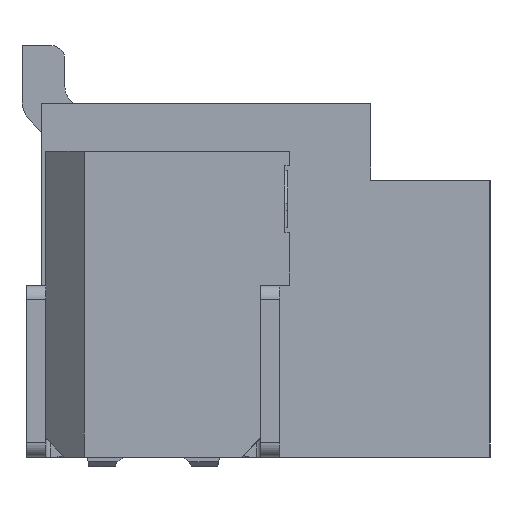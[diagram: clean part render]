
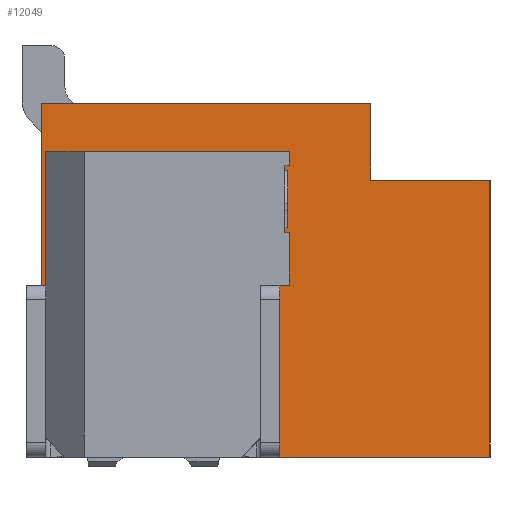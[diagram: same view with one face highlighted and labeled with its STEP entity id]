
A CAD part, left-side view. The second image highlights one B-rep face of the part: STEP entity #12049.
In plain terms, the highlighted planar face has unit normal (-1, 0, 0).
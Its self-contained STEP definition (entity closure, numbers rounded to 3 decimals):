
#5=DIRECTION('',(0.,1.,0.));
#6=VECTOR('',#5,3.45);
#7=CARTESIAN_POINT('',(-3.475,-1.45,3.7));
#8=LINE('',#7,#6);
#122=DIRECTION('',(0.,0.,1.));
#123=VECTOR('',#122,0.8);
#124=CARTESIAN_POINT('',(-3.475,-1.45,2.9));
#125=LINE('',#124,#123);
#158=DIRECTION('',(0.,0.,1.));
#159=VECTOR('',#158,2.9);
#160=CARTESIAN_POINT('',(-3.475,-2.7,0.));
#161=LINE('',#160,#159);
#290=DIRECTION('',(0.,-1.,0.));
#291=VECTOR('',#290,0.05);
#292=CARTESIAN_POINT('',(-3.475,2.,0.));
#293=LINE('',#292,#291);
#294=DIRECTION('',(0.,-1.,0.));
#295=VECTOR('',#294,2.4);
#296=CARTESIAN_POINT('',(-3.475,-0.3,0.));
#297=LINE('',#296,#295);
#4032=DIRECTION('',(0.,0.,-1.));
#4033=VECTOR('',#4032,3.7);
#4034=CARTESIAN_POINT('',(-3.475,2.,3.7));
#4035=LINE('',#4034,#4033);
#4040=DIRECTION('',(0.,-1.,0.));
#4041=VECTOR('',#4040,1.25);
#4042=CARTESIAN_POINT('',(-3.475,-1.45,2.9));
#4043=LINE('',#4042,#4041);
#4044=DIRECTION('',(0.,1.,0.));
#4045=VECTOR('',#4044,0.05);
#4046=CARTESIAN_POINT('',(-3.475,-0.6,2.35));
#4047=LINE('',#4046,#4045);
#4060=DIRECTION('',(0.,0.,1.));
#4061=VECTOR('',#4060,3.2);
#4062=CARTESIAN_POINT('',(-3.475,1.95,0.));
#4063=LINE('',#4062,#4061);
#4414=DIRECTION('',(0.,-1.,0.));
#4415=VECTOR('',#4414,2.55);
#4416=CARTESIAN_POINT('',(-3.475,1.95,3.2));
#4417=LINE('',#4416,#4415);
#4470=DIRECTION('',(0.,0.,-1.));
#4471=VECTOR('',#4470,0.15);
#4472=CARTESIAN_POINT('',(-3.475,-0.6,3.2));
#4473=LINE('',#4472,#4471);
#4474=DIRECTION('',(0.,1.,0.));
#4475=VECTOR('',#4474,0.05);
#4476=CARTESIAN_POINT('',(-3.475,-0.6,3.05));
#4477=LINE('',#4476,#4475);
#4486=DIRECTION('',(0.,0.,-1.));
#4487=VECTOR('',#4486,0.7);
#4488=CARTESIAN_POINT('',(-3.475,-0.55,3.05));
#4489=LINE('',#4488,#4487);
#4518=DIRECTION('',(0.,0.,-1.));
#4519=VECTOR('',#4518,0.55);
#4520=CARTESIAN_POINT('',(-3.475,-0.6,2.35));
#4521=LINE('',#4520,#4519);
#4539=DIRECTION('',(0.,1.,0.));
#4540=VECTOR('',#4539,0.3);
#4541=CARTESIAN_POINT('',(-3.475,-0.6,1.8));
#4542=LINE('',#4541,#4540);
#4571=DIRECTION('',(0.,0.,-1.));
#4572=VECTOR('',#4571,1.8);
#4573=CARTESIAN_POINT('',(-3.475,-0.3,1.8));
#4574=LINE('',#4573,#4572);
#5459=CARTESIAN_POINT('',(-3.475,-1.45,3.7));
#5461=VERTEX_POINT('',#5459);
#5462=CARTESIAN_POINT('',(-3.475,2.,3.7));
#5463=VERTEX_POINT('',#5462);
#5520=CARTESIAN_POINT('',(-3.475,-1.45,2.9));
#5521=VERTEX_POINT('',#5520);
#5534=CARTESIAN_POINT('',(-3.475,-2.7,2.9));
#5536=VERTEX_POINT('',#5534);
#5550=CARTESIAN_POINT('',(-3.475,-2.7,0.));
#5551=VERTEX_POINT('',#5550);
#5830=CARTESIAN_POINT('',(-3.475,2.,0.));
#5831=VERTEX_POINT('',#5830);
#5832=CARTESIAN_POINT('',(-3.475,1.95,0.));
#5833=VERTEX_POINT('',#5832);
#5834=CARTESIAN_POINT('',(-3.475,-0.3,0.));
#5835=VERTEX_POINT('',#5834);
#6685=CARTESIAN_POINT('',(-3.475,1.95,3.2));
#6686=VERTEX_POINT('',#6685);
#6687=CARTESIAN_POINT('',(-3.475,-0.3,1.8));
#6688=VERTEX_POINT('',#6687);
#6689=CARTESIAN_POINT('',(-3.475,-0.6,1.8));
#6690=VERTEX_POINT('',#6689);
#6691=CARTESIAN_POINT('',(-3.475,-0.6,2.35));
#6692=VERTEX_POINT('',#6691);
#6693=CARTESIAN_POINT('',(-3.475,-0.55,2.35));
#6694=VERTEX_POINT('',#6693);
#6695=CARTESIAN_POINT('',(-3.475,-0.55,3.05));
#6696=VERTEX_POINT('',#6695);
#6697=CARTESIAN_POINT('',(-3.475,-0.6,3.05));
#6698=VERTEX_POINT('',#6697);
#6699=CARTESIAN_POINT('',(-3.475,-0.6,3.2));
#6700=VERTEX_POINT('',#6699);
#12017=CARTESIAN_POINT('',(-3.475,-0.35,1.85));
#12018=DIRECTION('',(1.,0.,0.));
#12019=DIRECTION('',(0.,1.,0.));
#12020=AXIS2_PLACEMENT_3D('',#12017,#12018,#12019);
#12021=PLANE('',#12020);
#12023=ORIENTED_EDGE('',*,*,#12022,.F.);
#12024=ORIENTED_EDGE('',*,*,#7328,.F.);
#12025=ORIENTED_EDGE('',*,*,#12011,.F.);
#12026=ORIENTED_EDGE('',*,*,#7088,.F.);
#12027=ORIENTED_EDGE('',*,*,#7159,.F.);
#12028=ORIENTED_EDGE('',*,*,#7230,.T.);
#12029=ORIENTED_EDGE('',*,*,#7246,.F.);
#12030=ORIENTED_EDGE('',*,*,#7332,.F.);
#12032=ORIENTED_EDGE('',*,*,#12031,.F.);
#12034=ORIENTED_EDGE('',*,*,#12033,.F.);
#12036=ORIENTED_EDGE('',*,*,#12035,.F.);
#12038=ORIENTED_EDGE('',*,*,#12037,.T.);
#12040=ORIENTED_EDGE('',*,*,#12039,.F.);
#12042=ORIENTED_EDGE('',*,*,#12041,.F.);
#12044=ORIENTED_EDGE('',*,*,#12043,.F.);
#12046=ORIENTED_EDGE('',*,*,#12045,.F.);
#12047=EDGE_LOOP('',(#12023,#12024,#12025,#12026,#12027,#12028,#12029,#12030,
#12032,#12034,#12036,#12038,#12040,#12042,#12044,#12046));
#12048=FACE_OUTER_BOUND('',#12047,.F.);
#7088=EDGE_CURVE('',#5461,#5463,#8,.T.);
#7159=EDGE_CURVE('',#5521,#5461,#125,.T.);
#7230=EDGE_CURVE('',#5521,#5536,#4043,.T.);
#7246=EDGE_CURVE('',#5551,#5536,#161,.T.);
#7328=EDGE_CURVE('',#5831,#5833,#293,.T.);
#7332=EDGE_CURVE('',#5835,#5551,#297,.T.);
#12011=EDGE_CURVE('',#5463,#5831,#4035,.T.);
#12022=EDGE_CURVE('',#5833,#6686,#4063,.T.);
#12031=EDGE_CURVE('',#6688,#5835,#4574,.T.);
#12033=EDGE_CURVE('',#6690,#6688,#4542,.T.);
#12035=EDGE_CURVE('',#6692,#6690,#4521,.T.);
#12037=EDGE_CURVE('',#6692,#6694,#4047,.T.);
#12039=EDGE_CURVE('',#6696,#6694,#4489,.T.);
#12041=EDGE_CURVE('',#6698,#6696,#4477,.T.);
#12043=EDGE_CURVE('',#6700,#6698,#4473,.T.);
#12045=EDGE_CURVE('',#6686,#6700,#4417,.T.);
#12049=ADVANCED_FACE('',(#12048),#12021,.F.);
